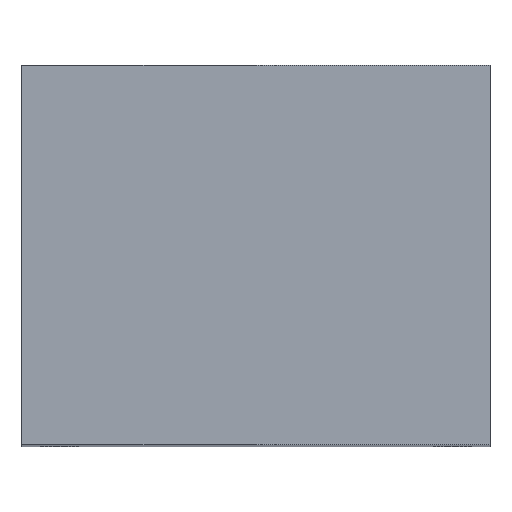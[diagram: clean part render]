
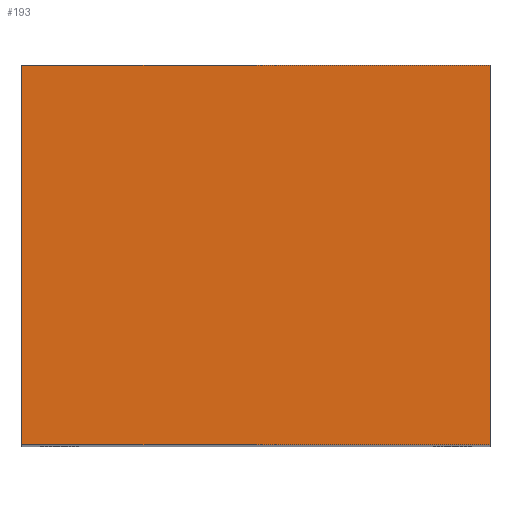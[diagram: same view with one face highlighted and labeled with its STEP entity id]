
A CAD part, top view. The second image highlights one B-rep face of the part: STEP entity #193.
In plain terms, the highlighted planar face has unit normal (0, 0, 1).
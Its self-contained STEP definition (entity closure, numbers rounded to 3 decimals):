
#25=PLANE('',#221);
#33=FACE_OUTER_BOUND('',#43,.T.);
#43=EDGE_LOOP('',(#153,#154,#155,#156));
#65=LINE('',#312,#81);
#66=LINE('',#315,#82);
#67=LINE('',#317,#83);
#68=LINE('',#318,#84);
#81=VECTOR('',#257,10.);
#82=VECTOR('',#260,10.);
#83=VECTOR('',#261,10.);
#84=VECTOR('',#262,10.);
#105=VERTEX_POINT('',#308);
#106=VERTEX_POINT('',#310);
#107=VERTEX_POINT('',#314);
#108=VERTEX_POINT('',#316);
#125=EDGE_CURVE('',#105,#106,#65,.T.);
#126=EDGE_CURVE('',#107,#105,#66,.T.);
#127=EDGE_CURVE('',#108,#106,#67,.T.);
#128=EDGE_CURVE('',#107,#108,#68,.T.);
#153=ORIENTED_EDGE('',*,*,#126,.T.);
#154=ORIENTED_EDGE('',*,*,#125,.T.);
#155=ORIENTED_EDGE('',*,*,#127,.F.);
#156=ORIENTED_EDGE('',*,*,#128,.F.);
#193=ADVANCED_FACE('',(#33),#25,.T.);
#221=AXIS2_PLACEMENT_3D('',#313,#258,#259);
#257=DIRECTION('',(0.,1.,0.));
#258=DIRECTION('center_axis',(0.,0.,1.));
#259=DIRECTION('ref_axis',(1.,0.,0.));
#260=DIRECTION('',(1.,0.,0.));
#261=DIRECTION('',(1.,0.,0.));
#262=DIRECTION('',(0.,1.,0.));
#308=CARTESIAN_POINT('',(37.,0.,0.));
#310=CARTESIAN_POINT('',(37.,30.,0.));
#312=CARTESIAN_POINT('',(37.,0.,0.));
#313=CARTESIAN_POINT('Origin',(0.,0.,0.));
#314=CARTESIAN_POINT('',(0.,0.,0.));
#315=CARTESIAN_POINT('',(0.,0.,0.));
#316=CARTESIAN_POINT('',(0.,30.,0.));
#317=CARTESIAN_POINT('',(0.,30.,0.));
#318=CARTESIAN_POINT('',(0.,0.,0.));
